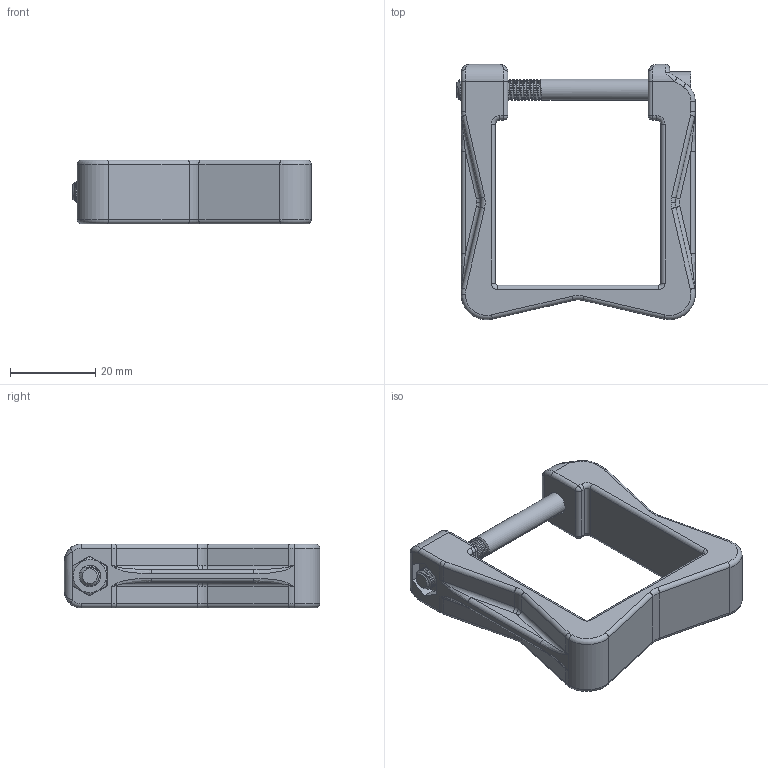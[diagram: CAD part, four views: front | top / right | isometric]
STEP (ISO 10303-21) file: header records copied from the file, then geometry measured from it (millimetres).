
FILE_DESCRIPTION (( 'STEP AP214' ), '1' );
FILE_NAME ('CLU_C38,1.STEP', '2023-05-02T07:23:44', ( '' ), ( '' ), 'SwSTEP 2.0', 'SolidWorks 2023', '' );
FILE_SCHEMA (( 'AUTOMOTIVE_DESIGN' ));
Length unit declared in the file: millimetre
Products named in the file (4): Tuerca M5; CLU_C38,1; Anillo de 1 ½” - Definitivo - 03-12-2020; Tornillo Allen 5x50
Assembly tree (3 placements, depth 2):
  CLU_C38,1
    Anillo de 1 ½” - Definitivo - 03-12-2020
    Tornillo Allen 5x50
    Tuerca M5
Bounding box: 56 x 59.99 x 15 mm (x, y, z)
Volume: 16069.1 mm3; surface area: 8786.4 mm2
Topology: 3 solids, 3 shells, 277 faces, 697 edges, 410 vertices
Faces by surface type: cylinder 133, plane 58, torus 50, bspline 26, cone 6, sphere 4
Entity records: 11400 total; most frequent: CARTESIAN_POINT 5168, ORIENTED_EDGE 1358, DIRECTION 1255, EDGE_CURVE 679, AXIS2_PLACEMENT_3D 494, VERTEX_POINT 410, EDGE_LOOP 285, ADVANCED_FACE 277
